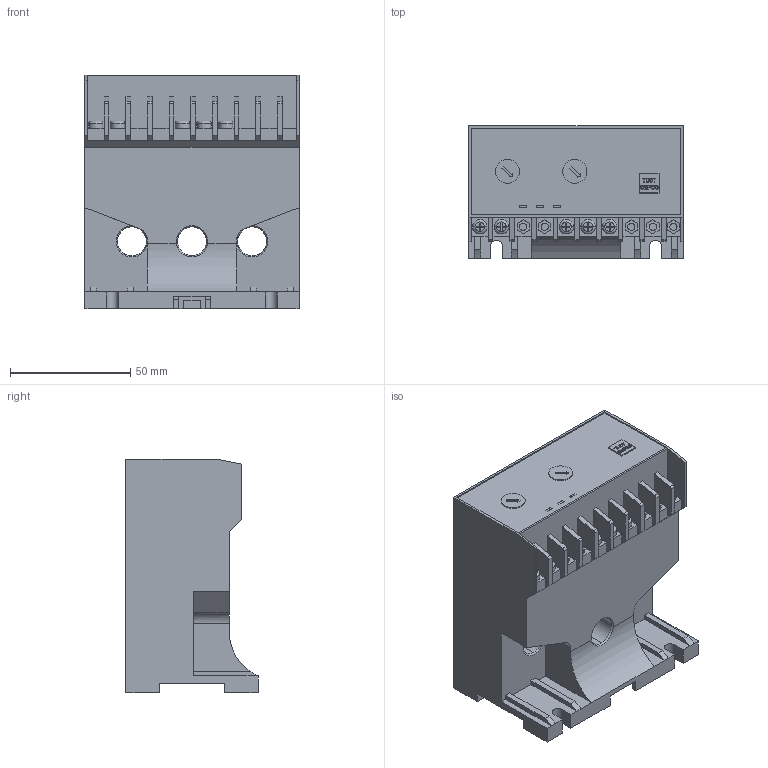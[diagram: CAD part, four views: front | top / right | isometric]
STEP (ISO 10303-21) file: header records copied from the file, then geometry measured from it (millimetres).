
FILE_DESCRIPTION (( 'STEP AP214' ), '1' );
FILE_NAME ('Ðåëå çàùèòû äâèãàòåëÿ.STEP', '2016-12-27T20:27:49', ( '' ), ( '' ), 'SwSTEP 2.0', 'SolidWorks 2014', '' );
FILE_SCHEMA (( 'AUTOMOTIVE_DESIGN' ));
Length unit declared in the file: millimetre
Products named in the file (1): Ðåëå çàùèòû äâèãàòåëÿ
Bounding box: 89 x 55 x 97 mm (x, y, z)
Volume: 326267.5 mm3; surface area: 46396.3 mm2
Topology: 1 solids, 1 shells, 556 faces, 1455 edges, 949 vertices
Faces by surface type: plane 427, cylinder 60, bspline 43, torus 14, cone 12
Entity records: 20553 total; most frequent: CARTESIAN_POINT 6990, ORIENTED_EDGE 2910, DIRECTION 2550, EDGE_CURVE 1455, LINE 1198, VECTOR 1198, VERTEX_POINT 949, AXIS2_PLACEMENT_3D 676
